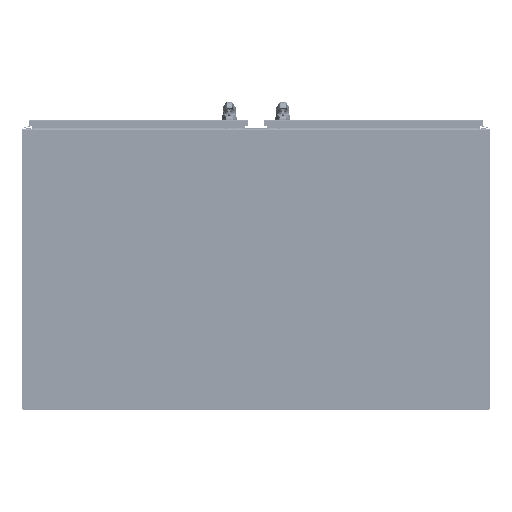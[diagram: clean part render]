
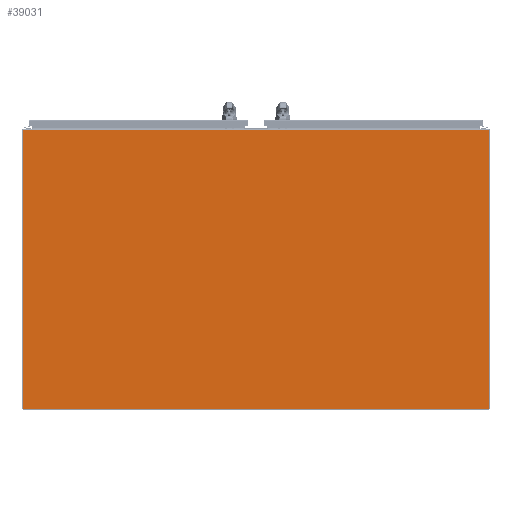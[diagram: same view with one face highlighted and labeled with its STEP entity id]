
A CAD part, front view. The second image highlights one B-rep face of the part: STEP entity #39031.
In plain terms, the highlighted face is planar.
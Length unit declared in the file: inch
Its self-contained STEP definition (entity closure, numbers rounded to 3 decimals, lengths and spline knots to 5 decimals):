
#10860 = LINE ( 'NONE', #19168, #66687 ) ;
#14001 = EDGE_CURVE ( 'NONE', #118005, #82670, #18858, .T. ) ;
#18858 = LINE ( 'NONE', #30794, #124819 ) ;
#19168 = CARTESIAN_POINT ( 'NONE',  ( -0.44585, -1.1081, 0.125 ) ) ;
#21089 = PLANE ( 'NONE',  #104899 ) ;
#25060 = CARTESIAN_POINT ( 'NONE',  ( 29.49165, 16.8294, 0.125 ) ) ;
#25502 = DIRECTION ( 'NONE',  ( 0., 0., 1. ) ) ;
#26453 = DIRECTION ( 'NONE',  ( 1., 0., 0. ) ) ;
#28944 = ORIENTED_EDGE ( 'NONE', *, *, #31665, .T. ) ;
#29291 = ORIENTED_EDGE ( 'NONE', *, *, #69548, .F. ) ;
#30794 = CARTESIAN_POINT ( 'NONE',  ( -0.44585, 34.7669, 0.125 ) ) ;
#30885 = EDGE_LOOP ( 'NONE', ( #28944, #104002, #120787, #29291 ) ) ;
#31665 = EDGE_CURVE ( 'NONE', #44228, #95265, #63833, .T. ) ;
#39031 = ADVANCED_FACE ( 'NONE', ( #67288 ), #21089, .T. ) ;
#44228 = VERTEX_POINT ( 'NONE', #79533 ) ;
#60655 = CARTESIAN_POINT ( 'NONE',  ( 59.42915, 34.7669, 0.125 ) ) ;
#63833 = LINE ( 'NONE', #125449, #91907 ) ;
#66687 = VECTOR ( 'NONE', #103715, 39.37008 ) ;
#67288 = FACE_OUTER_BOUND ( 'NONE', #30885, .T. ) ;
#69548 = EDGE_CURVE ( 'NONE', #44228, #118005, #10860, .T. ) ;
#79533 = CARTESIAN_POINT ( 'NONE',  ( -0.44585, -1.07685, 0.125 ) ) ;
#79704 = CARTESIAN_POINT ( 'NONE',  ( 59.42915, -1.07685, 0.125 ) ) ;
#82670 = VERTEX_POINT ( 'NONE', #60655 ) ;
#84721 = VECTOR ( 'NONE', #97555, 39.37008 ) ;
#86883 = CARTESIAN_POINT ( 'NONE',  ( 59.42915, 34.7669, 0.125 ) ) ;
#91907 = VECTOR ( 'NONE', #125474, 39.37008 ) ;
#95265 = VERTEX_POINT ( 'NONE', #79704 ) ;
#96272 = CARTESIAN_POINT ( 'NONE',  ( -0.44585, 34.7669, 0.125 ) ) ;
#97555 = DIRECTION ( 'NONE',  ( 0., -1., 0. ) ) ;
#98878 = EDGE_CURVE ( 'NONE', #82670, #95265, #113123, .T. ) ;
#100503 = DIRECTION ( 'NONE',  ( 1., 0., 0. ) ) ;
#103715 = DIRECTION ( 'NONE',  ( 0., 1., 0. ) ) ;
#104002 = ORIENTED_EDGE ( 'NONE', *, *, #98878, .F. ) ;
#104899 = AXIS2_PLACEMENT_3D ( 'NONE', #25060, #25502, #26453 ) ;
#113123 = LINE ( 'NONE', #86883, #84721 ) ;
#118005 = VERTEX_POINT ( 'NONE', #96272 ) ;
#120787 = ORIENTED_EDGE ( 'NONE', *, *, #14001, .F. ) ;
#124819 = VECTOR ( 'NONE', #100503, 39.37008 ) ;
#125449 = CARTESIAN_POINT ( 'NONE',  ( 14.5229, -1.07685, 0.125 ) ) ;
#125474 = DIRECTION ( 'NONE',  ( 1., 0., 0. ) ) ;
